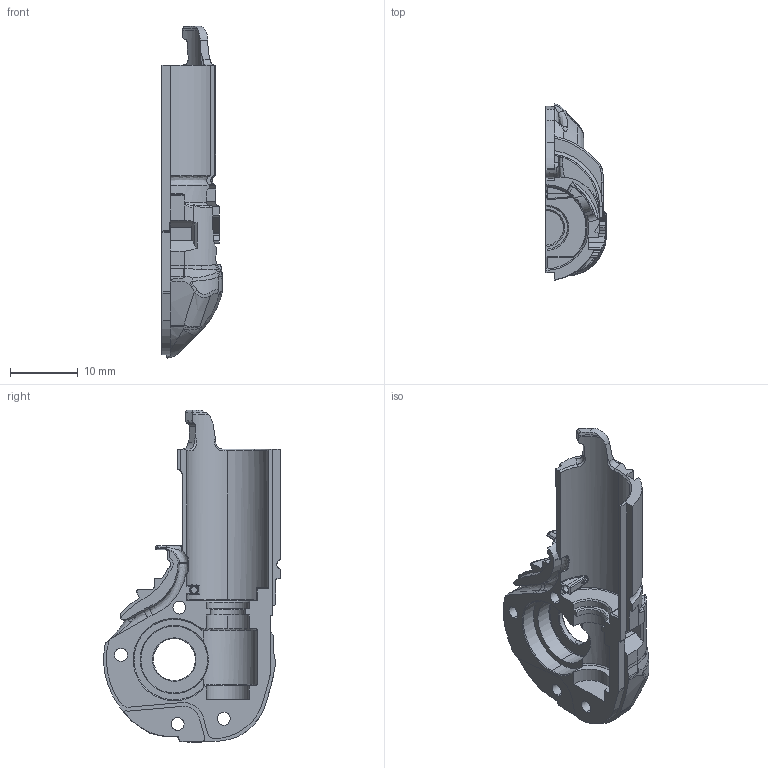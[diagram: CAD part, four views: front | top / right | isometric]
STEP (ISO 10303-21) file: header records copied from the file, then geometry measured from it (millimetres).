
FILE_DESCRIPTION (( 'STEP AP214' ), '1' );
FILE_NAME ('401-002 Finger Drivetrain Case_mirAENC_CUTOUT.STEP', '2024-01-04T01:35:10', ( '' ), ( '' ), 'SwSTEP 2.0', 'SolidWorks 2022', '' );
FILE_SCHEMA (( 'AUTOMOTIVE_DESIGN' ));
Length unit declared in the file: millimetre
Products named in the file (1): 401-002 Finger Drivetrain Case_mirAENC_CUTOUT
Bounding box: 8.85 x 26.03 x 48.91 mm (x, y, z)
Volume: 2467.3 mm3; surface area: 3024.8 mm2
Topology: 1 solids, 1 shells, 548 faces, 1477 edges, 930 vertices
Faces by surface type: bspline 210, plane 151, cylinder 126, torus 44, cone 16, sphere 1
Entity records: 37544 total; most frequent: CARTESIAN_POINT 19975, ORIENTED_EDGE 2936, DIRECTION 1929, EDGE_CURVE 1468, VERTEX_POINT 930, AXIS2_PLACEMENT_3D 736, EDGE_LOOP 568, FACE_OUTER_BOUND 548
